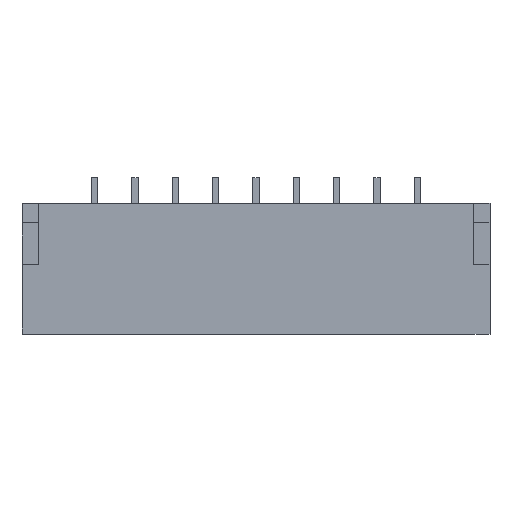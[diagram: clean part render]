
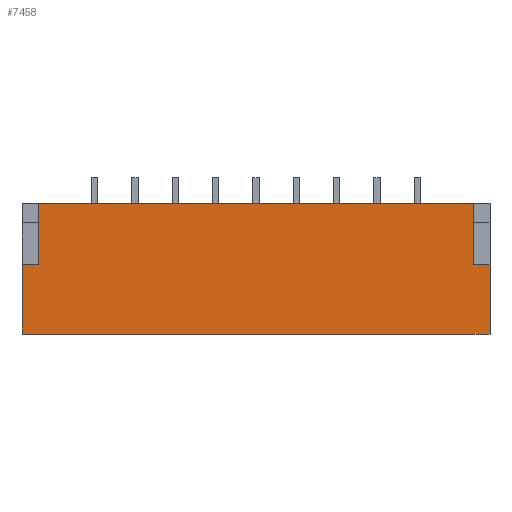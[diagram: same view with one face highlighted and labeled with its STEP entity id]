
A CAD part, top view. The second image highlights one B-rep face of the part: STEP entity #7458.
In plain terms, the highlighted planar face has unit normal (0, 0, 1).
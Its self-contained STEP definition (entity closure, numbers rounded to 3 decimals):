
#365 = PLANE('',#366);
#366 = AXIS2_PLACEMENT_3D('',#367,#368,#369);
#367 = CARTESIAN_POINT('',(-7.25,-2.75,0.15));
#368 = DIRECTION('',(1.,0.,0.));
#369 = DIRECTION('',(0.,1.,0.));
#393 = PLANE('',#394);
#394 = AXIS2_PLACEMENT_3D('',#395,#396,#397);
#395 = CARTESIAN_POINT('',(7.25,1.3,1.1));
#396 = DIRECTION('',(0.,-1.,0.));
#397 = DIRECTION('',(1.,0.,0.));
#421 = PLANE('',#422);
#422 = AXIS2_PLACEMENT_3D('',#423,#424,#425);
#423 = CARTESIAN_POINT('',(7.25,-2.75,0.15));
#424 = DIRECTION('',(1.,0.,0.));
#425 = DIRECTION('',(0.,1.,0.));
#3392 = VERTEX_POINT('',#3393);
#3393 = CARTESIAN_POINT('',(7.25,-0.6,4.4));
#3407 = PLANE('',#3408);
#3408 = AXIS2_PLACEMENT_3D('',#3409,#3410,#3411);
#3409 = CARTESIAN_POINT('',(6.75,-0.6,3.75));
#3410 = DIRECTION('',(0.,-1.,0.));
#3411 = DIRECTION('',(1.,0.,0.));
#3419 = EDGE_CURVE('',#3392,#3420,#3422,.T.);
#3420 = VERTEX_POINT('',#3421);
#3421 = CARTESIAN_POINT('',(7.25,-2.75,4.4));
#3422 = SURFACE_CURVE('',#3423,(#3427,#3434),.PCURVE_S1.);
#3423 = LINE('',#3424,#3425);
#3424 = CARTESIAN_POINT('',(7.25,1.3,4.4));
#3425 = VECTOR('',#3426,1.);
#3426 = DIRECTION('',(0.,-1.,0.));
#3427 = PCURVE('',#421,#3428);
#3428 = DEFINITIONAL_REPRESENTATION('',(#3429),#3433);
#3429 = LINE('',#3430,#3431);
#3430 = CARTESIAN_POINT('',(4.05,4.25));
#3431 = VECTOR('',#3432,1.);
#3432 = DIRECTION('',(-1.,0.));
#3433 = ( GEOMETRIC_REPRESENTATION_CONTEXT(2) 
PARAMETRIC_REPRESENTATION_CONTEXT() REPRESENTATION_CONTEXT('2D SPACE',''
  ) );
#3434 = PCURVE('',#3435,#3440);
#3435 = PLANE('',#3436);
#3436 = AXIS2_PLACEMENT_3D('',#3437,#3438,#3439);
#3437 = CARTESIAN_POINT('',(7.25,1.3,4.4));
#3438 = DIRECTION('',(0.,0.,-1.));
#3439 = DIRECTION('',(0.,1.,0.));
#3440 = DEFINITIONAL_REPRESENTATION('',(#3441),#3445);
#3441 = LINE('',#3442,#3443);
#3442 = CARTESIAN_POINT('',(0.,0.));
#3443 = VECTOR('',#3444,1.);
#3444 = DIRECTION('',(-1.,0.));
#3445 = ( GEOMETRIC_REPRESENTATION_CONTEXT(2) 
PARAMETRIC_REPRESENTATION_CONTEXT() REPRESENTATION_CONTEXT('2D SPACE',''
  ) );
#3463 = PLANE('',#3464);
#3464 = AXIS2_PLACEMENT_3D('',#3465,#3466,#3467);
#3465 = CARTESIAN_POINT('',(7.25,-2.75,4.4));
#3466 = DIRECTION('',(0.,1.,0.));
#3467 = DIRECTION('',(0.,0.,1.));
#4523 = VERTEX_POINT('',#4524);
#4524 = CARTESIAN_POINT('',(-6.75,1.3,4.4));
#4538 = PLANE('',#4539);
#4539 = AXIS2_PLACEMENT_3D('',#4540,#4541,#4542);
#4540 = CARTESIAN_POINT('',(-6.75,1.3,2.15));
#4541 = DIRECTION('',(1.,0.,0.));
#4542 = DIRECTION('',(0.,-1.,0.));
#4550 = EDGE_CURVE('',#4551,#4523,#4553,.T.);
#4551 = VERTEX_POINT('',#4552);
#4552 = CARTESIAN_POINT('',(6.75,1.3,4.4));
#4553 = SURFACE_CURVE('',#4554,(#4558,#4565),.PCURVE_S1.);
#4554 = LINE('',#4555,#4556);
#4555 = CARTESIAN_POINT('',(7.25,1.3,4.4));
#4556 = VECTOR('',#4557,1.);
#4557 = DIRECTION('',(-1.,0.,0.));
#4558 = PCURVE('',#393,#4559);
#4559 = DEFINITIONAL_REPRESENTATION('',(#4560),#4564);
#4560 = LINE('',#4561,#4562);
#4561 = CARTESIAN_POINT('',(0.,3.3));
#4562 = VECTOR('',#4563,1.);
#4563 = DIRECTION('',(-1.,0.));
#4564 = ( GEOMETRIC_REPRESENTATION_CONTEXT(2) 
PARAMETRIC_REPRESENTATION_CONTEXT() REPRESENTATION_CONTEXT('2D SPACE',''
  ) );
#4565 = PCURVE('',#3435,#4566);
#4566 = DEFINITIONAL_REPRESENTATION('',(#4567),#4571);
#4567 = LINE('',#4568,#4569);
#4568 = CARTESIAN_POINT('',(0.,0.));
#4569 = VECTOR('',#4570,1.);
#4570 = DIRECTION('',(0.,-1.));
#4571 = ( GEOMETRIC_REPRESENTATION_CONTEXT(2) 
PARAMETRIC_REPRESENTATION_CONTEXT() REPRESENTATION_CONTEXT('2D SPACE',''
  ) );
#4589 = PLANE('',#4590);
#4590 = AXIS2_PLACEMENT_3D('',#4591,#4592,#4593);
#4591 = CARTESIAN_POINT('',(6.75,1.3,2.15));
#4592 = DIRECTION('',(-1.,0.,0.));
#4593 = DIRECTION('',(0.,-1.,0.));
#4841 = VERTEX_POINT('',#4842);
#4842 = CARTESIAN_POINT('',(-7.25,-0.6,4.4));
#4858 = PLANE('',#4859);
#4859 = AXIS2_PLACEMENT_3D('',#4860,#4861,#4862);
#4860 = CARTESIAN_POINT('',(-6.75,-0.6,3.75));
#4861 = DIRECTION('',(0.,1.,0.));
#4862 = DIRECTION('',(-1.,0.,0.));
#5132 = VERTEX_POINT('',#5133);
#5133 = CARTESIAN_POINT('',(-7.25,-2.75,4.4));
#5154 = EDGE_CURVE('',#4841,#5132,#5155,.T.);
#5155 = SURFACE_CURVE('',#5156,(#5160,#5167),.PCURVE_S1.);
#5156 = LINE('',#5157,#5158);
#5157 = CARTESIAN_POINT('',(-7.25,1.3,4.4));
#5158 = VECTOR('',#5159,1.);
#5159 = DIRECTION('',(0.,-1.,0.));
#5160 = PCURVE('',#365,#5161);
#5161 = DEFINITIONAL_REPRESENTATION('',(#5162),#5166);
#5162 = LINE('',#5163,#5164);
#5163 = CARTESIAN_POINT('',(4.05,4.25));
#5164 = VECTOR('',#5165,1.);
#5165 = DIRECTION('',(-1.,0.));
#5166 = ( GEOMETRIC_REPRESENTATION_CONTEXT(2) 
PARAMETRIC_REPRESENTATION_CONTEXT() REPRESENTATION_CONTEXT('2D SPACE',''
  ) );
#5167 = PCURVE('',#3435,#5168);
#5168 = DEFINITIONAL_REPRESENTATION('',(#5169),#5173);
#5169 = LINE('',#5170,#5171);
#5170 = CARTESIAN_POINT('',(0.,-14.5));
#5171 = VECTOR('',#5172,1.);
#5172 = DIRECTION('',(-1.,0.));
#5173 = ( GEOMETRIC_REPRESENTATION_CONTEXT(2) 
PARAMETRIC_REPRESENTATION_CONTEXT() REPRESENTATION_CONTEXT('2D SPACE',''
  ) );
#7135 = EDGE_CURVE('',#3420,#5132,#7136,.T.);
#7136 = SURFACE_CURVE('',#7137,(#7141,#7148),.PCURVE_S1.);
#7137 = LINE('',#7138,#7139);
#7138 = CARTESIAN_POINT('',(7.25,-2.75,4.4));
#7139 = VECTOR('',#7140,1.);
#7140 = DIRECTION('',(-1.,0.,0.));
#7141 = PCURVE('',#3463,#7142);
#7142 = DEFINITIONAL_REPRESENTATION('',(#7143),#7147);
#7143 = LINE('',#7144,#7145);
#7144 = CARTESIAN_POINT('',(0.,0.));
#7145 = VECTOR('',#7146,1.);
#7146 = DIRECTION('',(0.,-1.));
#7147 = ( GEOMETRIC_REPRESENTATION_CONTEXT(2) 
PARAMETRIC_REPRESENTATION_CONTEXT() REPRESENTATION_CONTEXT('2D SPACE',''
  ) );
#7148 = PCURVE('',#3435,#7149);
#7149 = DEFINITIONAL_REPRESENTATION('',(#7150),#7154);
#7150 = LINE('',#7151,#7152);
#7151 = CARTESIAN_POINT('',(-4.05,0.));
#7152 = VECTOR('',#7153,1.);
#7153 = DIRECTION('',(0.,-1.));
#7154 = ( GEOMETRIC_REPRESENTATION_CONTEXT(2) 
PARAMETRIC_REPRESENTATION_CONTEXT() REPRESENTATION_CONTEXT('2D SPACE',''
  ) );
#7264 = VERTEX_POINT('',#7265);
#7265 = CARTESIAN_POINT('',(6.75,-0.6,4.4));
#7286 = EDGE_CURVE('',#7264,#3392,#7287,.T.);
#7287 = SURFACE_CURVE('',#7288,(#7292,#7299),.PCURVE_S1.);
#7288 = LINE('',#7289,#7290);
#7289 = CARTESIAN_POINT('',(6.75,-0.6,4.4));
#7290 = VECTOR('',#7291,1.);
#7291 = DIRECTION('',(1.,0.,0.));
#7292 = PCURVE('',#3407,#7293);
#7293 = DEFINITIONAL_REPRESENTATION('',(#7294),#7298);
#7294 = LINE('',#7295,#7296);
#7295 = CARTESIAN_POINT('',(0.,0.65));
#7296 = VECTOR('',#7297,1.);
#7297 = DIRECTION('',(1.,0.));
#7298 = ( GEOMETRIC_REPRESENTATION_CONTEXT(2) 
PARAMETRIC_REPRESENTATION_CONTEXT() REPRESENTATION_CONTEXT('2D SPACE',''
  ) );
#7299 = PCURVE('',#3435,#7300);
#7300 = DEFINITIONAL_REPRESENTATION('',(#7301),#7305);
#7301 = LINE('',#7302,#7303);
#7302 = CARTESIAN_POINT('',(-1.9,-0.5));
#7303 = VECTOR('',#7304,1.);
#7304 = DIRECTION('',(0.,1.));
#7305 = ( GEOMETRIC_REPRESENTATION_CONTEXT(2) 
PARAMETRIC_REPRESENTATION_CONTEXT() REPRESENTATION_CONTEXT('2D SPACE',''
  ) );
#7458 = ADVANCED_FACE('',(#7459),#3435,.F.);
#7459 = FACE_BOUND('',#7460,.T.);
#7460 = EDGE_LOOP('',(#7461,#7484,#7485,#7486,#7487,#7488,#7509,#7510));
#7461 = ORIENTED_EDGE('',*,*,#7462,.T.);
#7462 = EDGE_CURVE('',#7463,#4841,#7465,.T.);
#7463 = VERTEX_POINT('',#7464);
#7464 = CARTESIAN_POINT('',(-6.75,-0.6,4.4));
#7465 = SURFACE_CURVE('',#7466,(#7470,#7477),.PCURVE_S1.);
#7466 = LINE('',#7467,#7468);
#7467 = CARTESIAN_POINT('',(-6.75,-0.6,4.4));
#7468 = VECTOR('',#7469,1.);
#7469 = DIRECTION('',(-1.,0.,0.));
#7470 = PCURVE('',#3435,#7471);
#7471 = DEFINITIONAL_REPRESENTATION('',(#7472),#7476);
#7472 = LINE('',#7473,#7474);
#7473 = CARTESIAN_POINT('',(-1.9,-14.));
#7474 = VECTOR('',#7475,1.);
#7475 = DIRECTION('',(0.,-1.));
#7476 = ( GEOMETRIC_REPRESENTATION_CONTEXT(2) 
PARAMETRIC_REPRESENTATION_CONTEXT() REPRESENTATION_CONTEXT('2D SPACE',''
  ) );
#7477 = PCURVE('',#4858,#7478);
#7478 = DEFINITIONAL_REPRESENTATION('',(#7479),#7483);
#7479 = LINE('',#7480,#7481);
#7480 = CARTESIAN_POINT('',(0.,0.65));
#7481 = VECTOR('',#7482,1.);
#7482 = DIRECTION('',(1.,0.));
#7483 = ( GEOMETRIC_REPRESENTATION_CONTEXT(2) 
PARAMETRIC_REPRESENTATION_CONTEXT() REPRESENTATION_CONTEXT('2D SPACE',''
  ) );
#7484 = ORIENTED_EDGE('',*,*,#5154,.T.);
#7485 = ORIENTED_EDGE('',*,*,#7135,.F.);
#7486 = ORIENTED_EDGE('',*,*,#3419,.F.);
#7487 = ORIENTED_EDGE('',*,*,#7286,.F.);
#7488 = ORIENTED_EDGE('',*,*,#7489,.F.);
#7489 = EDGE_CURVE('',#4551,#7264,#7490,.T.);
#7490 = SURFACE_CURVE('',#7491,(#7495,#7502),.PCURVE_S1.);
#7491 = LINE('',#7492,#7493);
#7492 = CARTESIAN_POINT('',(6.75,-0.6,4.4));
#7493 = VECTOR('',#7494,1.);
#7494 = DIRECTION('',(0.,-1.,0.));
#7495 = PCURVE('',#3435,#7496);
#7496 = DEFINITIONAL_REPRESENTATION('',(#7497),#7501);
#7497 = LINE('',#7498,#7499);
#7498 = CARTESIAN_POINT('',(-1.9,-0.5));
#7499 = VECTOR('',#7500,1.);
#7500 = DIRECTION('',(-1.,0.));
#7501 = ( GEOMETRIC_REPRESENTATION_CONTEXT(2) 
PARAMETRIC_REPRESENTATION_CONTEXT() REPRESENTATION_CONTEXT('2D SPACE',''
  ) );
#7502 = PCURVE('',#4589,#7503);
#7503 = DEFINITIONAL_REPRESENTATION('',(#7504),#7508);
#7504 = LINE('',#7505,#7506);
#7505 = CARTESIAN_POINT('',(1.9,2.25));
#7506 = VECTOR('',#7507,1.);
#7507 = DIRECTION('',(1.,0.));
#7508 = ( GEOMETRIC_REPRESENTATION_CONTEXT(2) 
PARAMETRIC_REPRESENTATION_CONTEXT() REPRESENTATION_CONTEXT('2D SPACE',''
  ) );
#7509 = ORIENTED_EDGE('',*,*,#4550,.T.);
#7510 = ORIENTED_EDGE('',*,*,#7511,.T.);
#7511 = EDGE_CURVE('',#4523,#7463,#7512,.T.);
#7512 = SURFACE_CURVE('',#7513,(#7517,#7524),.PCURVE_S1.);
#7513 = LINE('',#7514,#7515);
#7514 = CARTESIAN_POINT('',(-6.75,-0.6,4.4));
#7515 = VECTOR('',#7516,1.);
#7516 = DIRECTION('',(0.,-1.,0.));
#7517 = PCURVE('',#3435,#7518);
#7518 = DEFINITIONAL_REPRESENTATION('',(#7519),#7523);
#7519 = LINE('',#7520,#7521);
#7520 = CARTESIAN_POINT('',(-1.9,-14.));
#7521 = VECTOR('',#7522,1.);
#7522 = DIRECTION('',(-1.,0.));
#7523 = ( GEOMETRIC_REPRESENTATION_CONTEXT(2) 
PARAMETRIC_REPRESENTATION_CONTEXT() REPRESENTATION_CONTEXT('2D SPACE',''
  ) );
#7524 = PCURVE('',#4538,#7525);
#7525 = DEFINITIONAL_REPRESENTATION('',(#7526),#7530);
#7526 = LINE('',#7527,#7528);
#7527 = CARTESIAN_POINT('',(1.9,-2.25));
#7528 = VECTOR('',#7529,1.);
#7529 = DIRECTION('',(1.,0.));
#7530 = ( GEOMETRIC_REPRESENTATION_CONTEXT(2) 
PARAMETRIC_REPRESENTATION_CONTEXT() REPRESENTATION_CONTEXT('2D SPACE',''
  ) );
